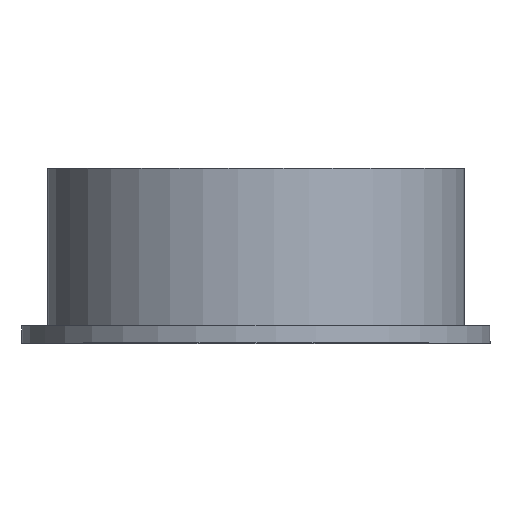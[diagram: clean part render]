
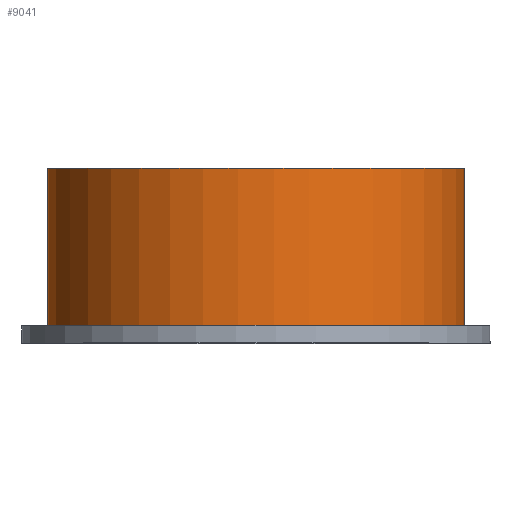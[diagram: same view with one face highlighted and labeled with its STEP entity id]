
A CAD part, top view. The second image highlights one B-rep face of the part: STEP entity #9041.
In plain terms, the highlighted cylindrical face has radius 120 mm (diameter 240 mm), a partial arc.
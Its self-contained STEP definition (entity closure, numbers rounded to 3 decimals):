
#1137=FACE_OUTER_BOUND('',#1681,.T.);
#1681=EDGE_LOOP('',(#8113,#8114,#8115,#8116));
#2524=LINE('',#14873,#3492);
#2637=LINE('',#15187,#3605);
#3492=VECTOR('',#10921,10.);
#3605=VECTOR('',#11228,10.);
#3782=CIRCLE('',#9508,120.);
#3785=CIRCLE('',#9512,120.);
#4490=VERTEX_POINT('',#14870);
#4491=VERTEX_POINT('',#14872);
#4591=VERTEX_POINT('',#15173);
#4595=VERTEX_POINT('',#15186);
#5649=EDGE_CURVE('',#4491,#4490,#2524,.T.);
#5794=EDGE_CURVE('',#4491,#4591,#3782,.T.);
#5802=EDGE_CURVE('',#4595,#4591,#2637,.T.);
#5803=EDGE_CURVE('',#4490,#4595,#3785,.T.);
#8113=ORIENTED_EDGE('',*,*,#5802,.T.);
#8114=ORIENTED_EDGE('',*,*,#5794,.F.);
#8115=ORIENTED_EDGE('',*,*,#5649,.T.);
#8116=ORIENTED_EDGE('',*,*,#5803,.T.);
#8621=CYLINDRICAL_SURFACE('',#9511,120.);
#9041=ADVANCED_FACE('',(#1137),#8621,.T.);
#9508=AXIS2_PLACEMENT_3D('',#15174,#11215,#11216);
#9511=AXIS2_PLACEMENT_3D('',#15185,#11226,#11227);
#9512=AXIS2_PLACEMENT_3D('',#15188,#11229,#11230);
#10921=DIRECTION('',(0.,-1.,0.));
#11215=DIRECTION('center_axis',(0.,1.,0.));
#11216=DIRECTION('ref_axis',(1.,0.,0.));
#11226=DIRECTION('center_axis',(0.,1.,0.));
#11227=DIRECTION('ref_axis',(0.,0.,
1.));
#11228=DIRECTION('',(0.,1.,0.));
#11229=DIRECTION('center_axis',(0.,1.,0.));
#11230=DIRECTION('ref_axis',(-1.,0.,0.));
#14870=CARTESIAN_POINT('',(141.596,58.609,-308.234));
#14872=CARTESIAN_POINT('',(141.596,149.109,-308.234));
#14873=CARTESIAN_POINT('',(141.596,53.609,-308.234));
#15173=CARTESIAN_POINT('',(219.596,149.109,-308.234));
#15174=CARTESIAN_POINT('Origin',(180.596,149.109,-194.748));
#15185=CARTESIAN_POINT('Origin',(180.596,53.609,-194.748));
#15186=CARTESIAN_POINT('',(219.596,58.609,-308.234));
#15187=CARTESIAN_POINT('',(219.596,53.609,-308.234));
#15188=CARTESIAN_POINT('Origin',(180.596,58.609,-194.748));
